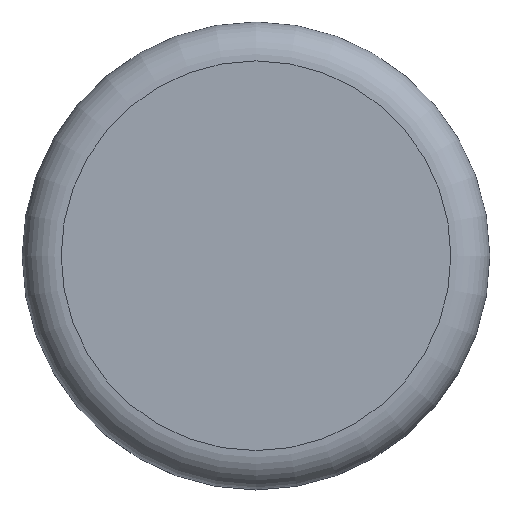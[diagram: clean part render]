
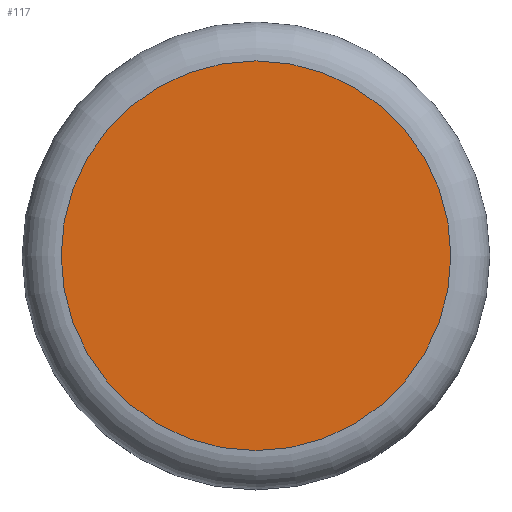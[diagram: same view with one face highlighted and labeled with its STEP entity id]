
A CAD part, top view. The second image highlights one B-rep face of the part: STEP entity #117.
In plain terms, the highlighted planar face has unit normal (0, 0, 1).
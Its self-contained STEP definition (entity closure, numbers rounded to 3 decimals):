
#17=PLANE('',#150);
#36=FACE_OUTER_BOUND('',#46,.T.);
#46=EDGE_LOOP('',(#99));
#57=CIRCLE('',#146,5.);
#68=VERTEX_POINT('',#215);
#77=EDGE_CURVE('',#68,#68,#57,.T.);
#99=ORIENTED_EDGE('',*,*,#77,.F.);
#117=ADVANCED_FACE('',(#36),#17,.T.);
#146=AXIS2_PLACEMENT_3D('',#217,#173,#174);
#150=AXIS2_PLACEMENT_3D('',#223,#182,#183);
#173=DIRECTION('center_axis',(0.,0.,-1.));
#174=DIRECTION('ref_axis',(1.,0.,0.));
#182=DIRECTION('center_axis',(0.,0.,1.));
#183=DIRECTION('ref_axis',(1.,0.,0.));
#215=CARTESIAN_POINT('',(5.,0.,6.));
#217=CARTESIAN_POINT('Origin',(0.,0.,6.));
#223=CARTESIAN_POINT('Origin',(0.,0.,6.));
